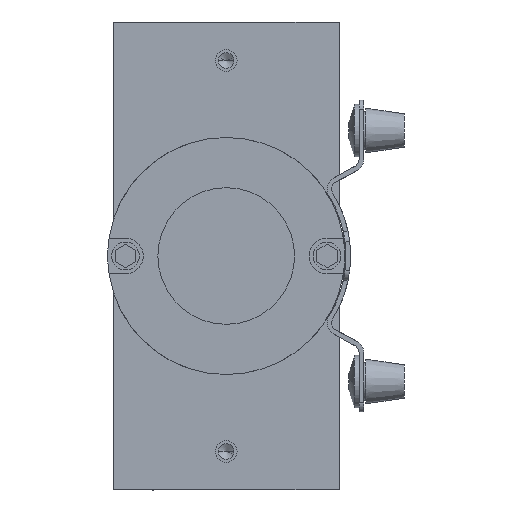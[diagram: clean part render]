
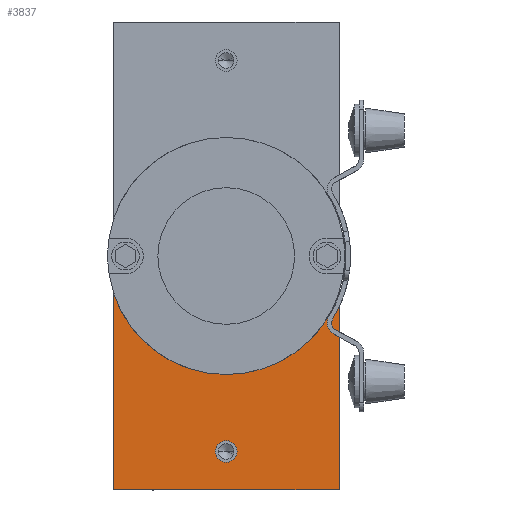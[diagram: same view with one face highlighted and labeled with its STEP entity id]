
A CAD part, left-side view. The second image highlights one B-rep face of the part: STEP entity #3837.
In plain terms, the highlighted planar face has unit normal (-1, 0, 0).
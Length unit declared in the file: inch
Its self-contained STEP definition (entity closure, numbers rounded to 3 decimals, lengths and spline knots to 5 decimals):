
#267 = CIRCLE ( 'NONE', #6739, 0.1405 ) ;
#327 = EDGE_LOOP ( 'NONE', ( #12087, #10589 ) ) ;
#470 = EDGE_LOOP ( 'NONE', ( #5276, #5839 ) ) ;
#650 = CARTESIAN_POINT ( 'NONE',  ( 0., -1.4625, -0.03 ) ) ;
#731 = CARTESIAN_POINT ( 'NONE',  ( 0., 1.4625, -0.03 ) ) ;
#1034 = CARTESIAN_POINT ( 'NONE',  ( 0., -1.203, -0.535 ) ) ;
#1070 = CARTESIAN_POINT ( 'NONE',  ( 0., 0.922, -0.535 ) ) ;
#1336 = LINE ( 'NONE', #13968, #2655 ) ;
#1407 = DIRECTION ( 'NONE',  ( 0., -1., 0. ) ) ;
#1467 = VECTOR ( 'NONE', #10458, 39.37008 ) ;
#1505 = CARTESIAN_POINT ( 'NONE',  ( 0., -1.0625, -0.535 ) ) ;
#1678 = CARTESIAN_POINT ( 'NONE',  ( 0., -1.4625, -3.03 ) ) ;
#1893 = DIRECTION ( 'NONE',  ( 0., 1., 0. ) ) ;
#1952 = VECTOR ( 'NONE', #5651, 39.37008 ) ;
#2058 = VERTEX_POINT ( 'NONE', #1070 ) ;
#2092 = VERTEX_POINT ( 'NONE', #5963 ) ;
#2264 = CIRCLE ( 'NONE', #14954, 0.1405 ) ;
#2576 = DIRECTION ( 'NONE',  ( 1., 0., 0. ) ) ;
#2655 = VECTOR ( 'NONE', #12691, 39.37008 ) ;
#3318 = CIRCLE ( 'NONE', #13962, 0.1405 ) ;
#3446 = ORIENTED_EDGE ( 'NONE', *, *, #10863, .F. ) ;
#3474 = CARTESIAN_POINT ( 'NONE',  ( 0., 1.0625, -0.535 ) ) ;
#3632 = CARTESIAN_POINT ( 'NONE',  ( 0., -0.922, -0.535 ) ) ;
#3648 = VERTEX_POINT ( 'NONE', #11208 ) ;
#3683 = CARTESIAN_POINT ( 'NONE',  ( 0., 1.203, -0.535 ) ) ;
#3837 = ADVANCED_FACE ( 'NONE', ( #3871, #8264, #6728, #13964 ), #9858, .F. ) ;
#3871 = FACE_OUTER_BOUND ( 'NONE', #5599, .T. ) ;
#3950 = DIRECTION ( 'NONE',  ( 0., -1., 0. ) ) ;
#4391 = CARTESIAN_POINT ( 'NONE',  ( 0., -1.4625, -3.03 ) ) ;
#4504 = CARTESIAN_POINT ( 'NONE',  ( 0., 1.4625, -3.03 ) ) ;
#4529 = CIRCLE ( 'NONE', #7600, 0.1405 ) ;
#4593 = EDGE_CURVE ( 'NONE', #7339, #14091, #10122, .T. ) ;
#4945 = DIRECTION ( 'NONE',  ( 0., -1., 0. ) ) ;
#5013 = CARTESIAN_POINT ( 'NONE',  ( 0., -0.8995, -0.03 ) ) ;
#5066 = LINE ( 'NONE', #4391, #1467 ) ;
#5243 = ORIENTED_EDGE ( 'NONE', *, *, #11588, .F. ) ;
#5276 = ORIENTED_EDGE ( 'NONE', *, *, #6346, .T. ) ;
#5346 = AXIS2_PLACEMENT_3D ( 'NONE', #13429, #11084, #4945 ) ;
#5381 = VERTEX_POINT ( 'NONE', #4504 ) ;
#5512 = CARTESIAN_POINT ( 'NONE',  ( 0., -0.1405, -2.53125 ) ) ;
#5557 = DIRECTION ( 'NONE',  ( 0., -1., 0. ) ) ;
#5599 = EDGE_LOOP ( 'NONE', ( #5243, #6579, #15023, #3446, #15087, #8248 ) ) ;
#5651 = DIRECTION ( 'NONE',  ( 0., -1., 0. ) ) ;
#5839 = ORIENTED_EDGE ( 'NONE', *, *, #4593, .T. ) ;
#5963 = CARTESIAN_POINT ( 'NONE',  ( 0., 0.8995, -0.03 ) ) ;
#6333 = VECTOR ( 'NONE', #1893, 39.37008 ) ;
#6346 = EDGE_CURVE ( 'NONE', #14091, #7339, #8755, .T. ) ;
#6579 = ORIENTED_EDGE ( 'NONE', *, *, #10813, .F. ) ;
#6584 = DIRECTION ( 'NONE',  ( 1., 0., 0. ) ) ;
#6728 = FACE_BOUND ( 'NONE', #327, .T. ) ;
#6739 = AXIS2_PLACEMENT_3D ( 'NONE', #3474, #10777, #8170 ) ;
#6948 = AXIS2_PLACEMENT_3D ( 'NONE', #13932, #11650, #5557 ) ;
#7242 = AXIS2_PLACEMENT_3D ( 'NONE', #7865, #6584, #9106 ) ;
#7339 = VERTEX_POINT ( 'NONE', #5512 ) ;
#7600 = AXIS2_PLACEMENT_3D ( 'NONE', #13639, #13691, #9924 ) ;
#7865 = CARTESIAN_POINT ( 'NONE',  ( 0., 0., -2.53125 ) ) ;
#8170 = DIRECTION ( 'NONE',  ( 0., -1., 0. ) ) ;
#8248 = ORIENTED_EDGE ( 'NONE', *, *, #14850, .F. ) ;
#8264 = FACE_BOUND ( 'NONE', #470, .T. ) ;
#8420 = ORIENTED_EDGE ( 'NONE', *, *, #9232, .T. ) ;
#8462 = VERTEX_POINT ( 'NONE', #650 ) ;
#8627 = CIRCLE ( 'NONE', #6948, 0.9 ) ;
#8755 = CIRCLE ( 'NONE', #7242, 0.1405 ) ;
#9106 = DIRECTION ( 'NONE',  ( 0., -1., 0. ) ) ;
#9232 = EDGE_CURVE ( 'NONE', #12828, #2058, #3318, .T. ) ;
#9388 = CARTESIAN_POINT ( 'NONE',  ( 0., 0., -2.53125 ) ) ;
#9399 = CARTESIAN_POINT ( 'NONE',  ( 0., 1.4625, -3.03 ) ) ;
#9763 = DIRECTION ( 'NONE',  ( 1., 0., 0. ) ) ;
#9858 = PLANE ( 'NONE',  #5346 ) ;
#9860 = DIRECTION ( 'NONE',  ( 0., -1., 0. ) ) ;
#9924 = DIRECTION ( 'NONE',  ( 0., -1., 0. ) ) ;
#10122 = CIRCLE ( 'NONE', #11810, 0.1405 ) ;
#10438 = LINE ( 'NONE', #5013, #11793 ) ;
#10458 = DIRECTION ( 'NONE',  ( 0., 0., -1. ) ) ;
#10552 = EDGE_CURVE ( 'NONE', #2058, #12828, #267, .T. ) ;
#10589 = ORIENTED_EDGE ( 'NONE', *, *, #14839, .T. ) ;
#10777 = DIRECTION ( 'NONE',  ( 1., 0., 0. ) ) ;
#10813 = EDGE_CURVE ( 'NONE', #11142, #2092, #11671, .T. ) ;
#10863 = EDGE_CURVE ( 'NONE', #11932, #5381, #12803, .T. ) ;
#11084 = DIRECTION ( 'NONE',  ( 1., 0., 0. ) ) ;
#11142 = VERTEX_POINT ( 'NONE', #11400 ) ;
#11208 = CARTESIAN_POINT ( 'NONE',  ( 0., -0.8995, -0.03 ) ) ;
#11400 = CARTESIAN_POINT ( 'NONE',  ( 0., 1.4625, -0.03 ) ) ;
#11588 = EDGE_CURVE ( 'NONE', #2092, #3648, #8627, .T. ) ;
#11650 = DIRECTION ( 'NONE',  ( -1., 0., 0. ) ) ;
#11671 = LINE ( 'NONE', #731, #1952 ) ;
#11793 = VECTOR ( 'NONE', #3950, 39.37008 ) ;
#11810 = AXIS2_PLACEMENT_3D ( 'NONE', #9388, #9763, #9860 ) ;
#11932 = VERTEX_POINT ( 'NONE', #1678 ) ;
#12087 = ORIENTED_EDGE ( 'NONE', *, *, #14816, .T. ) ;
#12630 = CARTESIAN_POINT ( 'NONE',  ( 0., 1.0625, -0.535 ) ) ;
#12691 = DIRECTION ( 'NONE',  ( 0., 0., 1. ) ) ;
#12710 = CARTESIAN_POINT ( 'NONE',  ( 0., 0.1405, -2.53125 ) ) ;
#12783 = VERTEX_POINT ( 'NONE', #3632 ) ;
#12803 = LINE ( 'NONE', #9399, #6333 ) ;
#12828 = VERTEX_POINT ( 'NONE', #3683 ) ;
#12846 = EDGE_CURVE ( 'NONE', #5381, #11142, #1336, .T. ) ;
#12981 = EDGE_LOOP ( 'NONE', ( #8420, #15371 ) ) ;
#13429 = CARTESIAN_POINT ( 'NONE',  ( 0., 0., 0. ) ) ;
#13639 = CARTESIAN_POINT ( 'NONE',  ( 0., -1.0625, -0.535 ) ) ;
#13691 = DIRECTION ( 'NONE',  ( 1., 0., 0. ) ) ;
#13836 = VERTEX_POINT ( 'NONE', #1034 ) ;
#13860 = DIRECTION ( 'NONE',  ( 1., 0., 0. ) ) ;
#13932 = CARTESIAN_POINT ( 'NONE',  ( 0., 0., 0. ) ) ;
#13962 = AXIS2_PLACEMENT_3D ( 'NONE', #12630, #13860, #15093 ) ;
#13964 = FACE_BOUND ( 'NONE', #12981, .T. ) ;
#13968 = CARTESIAN_POINT ( 'NONE',  ( 0., 1.4625, -3.03 ) ) ;
#14091 = VERTEX_POINT ( 'NONE', #12710 ) ;
#14816 = EDGE_CURVE ( 'NONE', #12783, #13836, #2264, .T. ) ;
#14839 = EDGE_CURVE ( 'NONE', #13836, #12783, #4529, .T. ) ;
#14850 = EDGE_CURVE ( 'NONE', #3648, #8462, #10438, .T. ) ;
#14954 = AXIS2_PLACEMENT_3D ( 'NONE', #1505, #2576, #1407 ) ;
#15023 = ORIENTED_EDGE ( 'NONE', *, *, #12846, .F. ) ;
#15087 = ORIENTED_EDGE ( 'NONE', *, *, #15523, .F. ) ;
#15093 = DIRECTION ( 'NONE',  ( 0., -1., 0. ) ) ;
#15371 = ORIENTED_EDGE ( 'NONE', *, *, #10552, .T. ) ;
#15523 = EDGE_CURVE ( 'NONE', #8462, #11932, #5066, .T. ) ;
